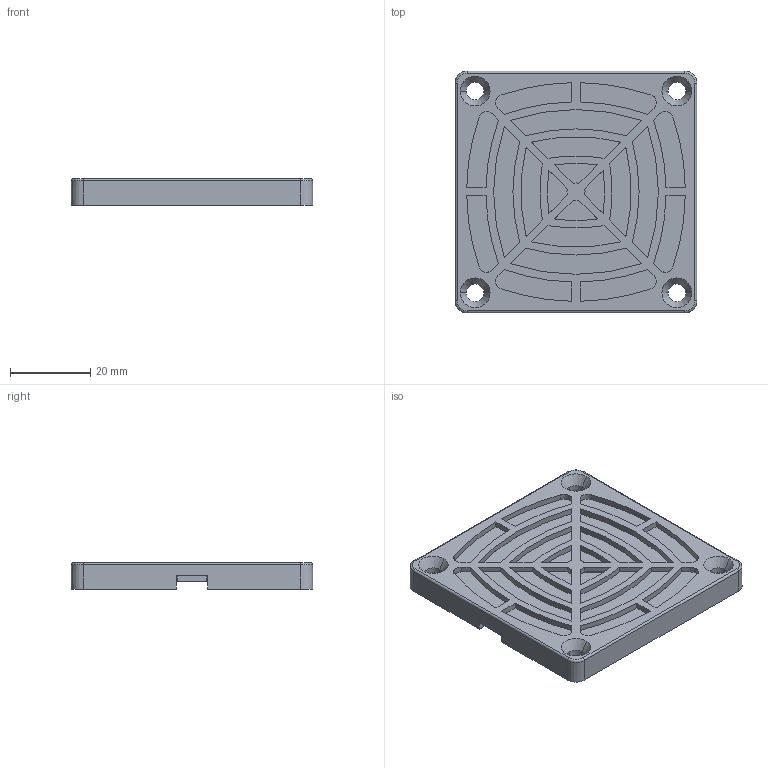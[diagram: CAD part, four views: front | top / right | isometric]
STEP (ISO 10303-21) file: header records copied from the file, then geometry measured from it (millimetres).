
FILE_DESCRIPTION (( 'STEP AP203' ), '1' );
FILE_NAME ('GRM60.stp', '2022-06-27T13:33:22', ( '' ), ( '' ), 'SwSTEP 2.0', 'SolidWorks 2018', '' );
FILE_SCHEMA (( 'CONFIG_CONTROL_DESIGN' ));
Length unit declared in the file: millimetre
Products named in the file (1): GRM60
Bounding box: 60.2 x 60.2 x 6.5 mm (x, y, z)
Volume: 15139.3 mm3; surface area: 19823.9 mm2
Topology: 3 solids, 3 shells, 312 faces, 923 edges, 610 vertices
Faces by surface type: cone 134, plane 129, cylinder 29, bspline 16, torus 4
Entity records: 11624 total; most frequent: CARTESIAN_POINT 3250, ORIENTED_EDGE 1846, DIRECTION 1607, EDGE_CURVE 923, VERTEX_POINT 610, AXIS2_PLACEMENT_3D 607, EDGE_LOOP 393, VECTOR 393
